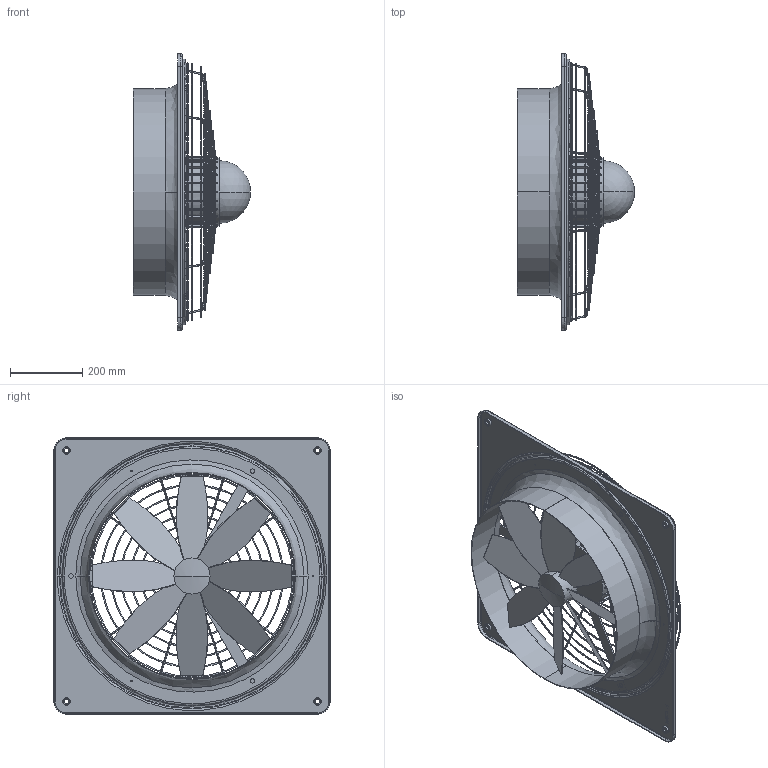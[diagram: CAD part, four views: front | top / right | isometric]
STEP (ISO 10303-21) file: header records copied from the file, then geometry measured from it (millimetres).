
FILE_DESCRIPTION (( 'STEP AP214' ), '1' );
FILE_NAME ('0083-0063.STEP', '2015-01-27T14:48:02', ( '' ), ( '' ), 'SwSTEP 2.0', 'SolidWorks 2013', '' );
FILE_SCHEMA (( 'AUTOMOTIVE_DESIGN' ));
Length unit declared in the file: millimetre
Products named in the file (1): 0083-0063
Bounding box: 324 x 765 x 765 mm (x, y, z)
Volume: 6534317.7 mm3; surface area: 1986479.7 mm2
Topology: 1 solids, 1 shells, 498 faces, 1705 edges, 1076 vertices
Faces by surface type: plane 158, cylinder 138, bspline 120, torus 52, cone 24, sphere 6
Entity records: 30743 total; most frequent: CARTESIAN_POINT 16902, ORIENTED_EDGE 3402, DIRECTION 2339, EDGE_CURVE 1701, VERTEX_POINT 1076, AXIS2_PLACEMENT_3D 905, EDGE_LOOP 649, B_SPLINE_CURVE_WITH_KNOTS 606
